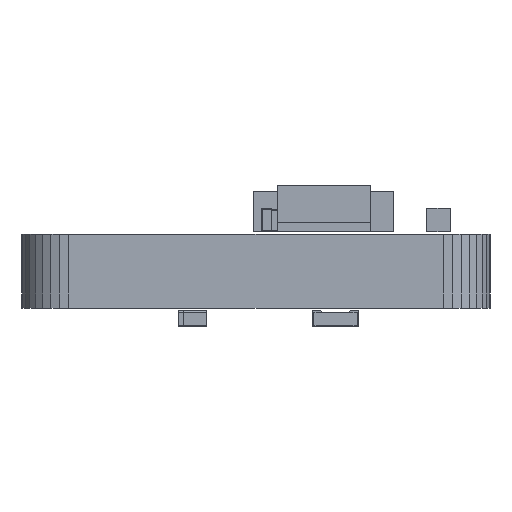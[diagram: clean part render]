
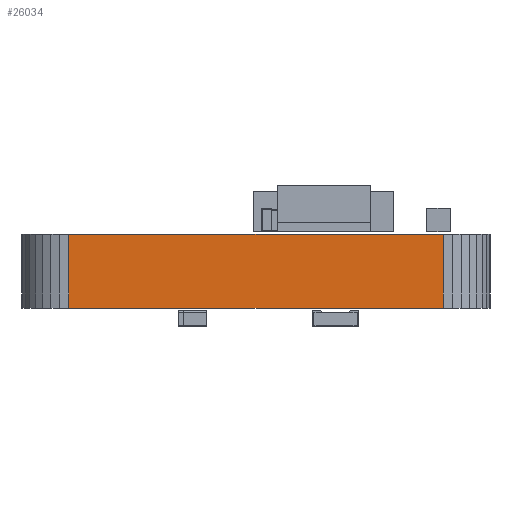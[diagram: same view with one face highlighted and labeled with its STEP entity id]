
A CAD part, front view. The second image highlights one B-rep face of the part: STEP entity #26034.
In plain terms, the highlighted planar face has unit normal (0, -1, 0).
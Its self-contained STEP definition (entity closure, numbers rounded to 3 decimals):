
#23093 = PLANE('',#23094);
#23094 = AXIS2_PLACEMENT_3D('',#23095,#23096,#23097);
#23095 = CARTESIAN_POINT('',(125.6,-80.7,1.58));
#23096 = DIRECTION('',(-0.,-0.,-1.));
#23097 = DIRECTION('',(-1.,0.,0.));
#23147 = PLANE('',#23148);
#23148 = AXIS2_PLACEMENT_3D('',#23149,#23150,#23151);
#23149 = CARTESIAN_POINT('',(125.6,-80.7,0.));
#23150 = DIRECTION('',(-0.,-0.,-1.));
#23151 = DIRECTION('',(-1.,0.,0.));
#23676 = VERTEX_POINT('',#23677);
#23677 = CARTESIAN_POINT('',(129.6,-86.7,0.));
#23691 = PLANE('',#23692);
#23692 = AXIS2_PLACEMENT_3D('',#23693,#23694,#23695);
#23693 = CARTESIAN_POINT('',(129.795,-86.681,0.));
#23694 = DIRECTION('',(0.098,-0.995,0.));
#23695 = DIRECTION('',(-0.995,-0.098,0.));
#23703 = EDGE_CURVE('',#23676,#23704,#23706,.T.);
#23704 = VERTEX_POINT('',#23705);
#23705 = CARTESIAN_POINT('',(121.6,-86.7,0.));
#23706 = SURFACE_CURVE('',#23707,(#23711,#23718),.PCURVE_S1.);
#23707 = LINE('',#23708,#23709);
#23708 = CARTESIAN_POINT('',(129.6,-86.7,0.));
#23709 = VECTOR('',#23710,1.);
#23710 = DIRECTION('',(-1.,0.,0.));
#23711 = PCURVE('',#23147,#23712);
#23712 = DEFINITIONAL_REPRESENTATION('',(#23713),#23717);
#23713 = LINE('',#23714,#23715);
#23714 = CARTESIAN_POINT('',(-4.,-6.));
#23715 = VECTOR('',#23716,1.);
#23716 = DIRECTION('',(1.,0.));
#23717 = ( GEOMETRIC_REPRESENTATION_CONTEXT(2) 
PARAMETRIC_REPRESENTATION_CONTEXT() REPRESENTATION_CONTEXT('2D SPACE',''
  ) );
#23718 = PCURVE('',#23719,#23724);
#23719 = PLANE('',#23720);
#23720 = AXIS2_PLACEMENT_3D('',#23721,#23722,#23723);
#23721 = CARTESIAN_POINT('',(129.6,-86.7,0.));
#23722 = DIRECTION('',(0.,-1.,0.));
#23723 = DIRECTION('',(-1.,0.,0.));
#23724 = DEFINITIONAL_REPRESENTATION('',(#23725),#23729);
#23725 = LINE('',#23726,#23727);
#23726 = CARTESIAN_POINT('',(0.,-0.));
#23727 = VECTOR('',#23728,1.);
#23728 = DIRECTION('',(1.,0.));
#23729 = ( GEOMETRIC_REPRESENTATION_CONTEXT(2) 
PARAMETRIC_REPRESENTATION_CONTEXT() REPRESENTATION_CONTEXT('2D SPACE',''
  ) );
#23747 = PLANE('',#23748);
#23748 = AXIS2_PLACEMENT_3D('',#23749,#23750,#23751);
#23749 = CARTESIAN_POINT('',(121.6,-86.7,0.));
#23750 = DIRECTION('',(-0.098,-0.995,0.));
#23751 = DIRECTION('',(-0.995,0.098,0.));
#24674 = VERTEX_POINT('',#24675);
#24675 = CARTESIAN_POINT('',(129.6,-86.7,1.58));
#24696 = EDGE_CURVE('',#24674,#24697,#24699,.T.);
#24697 = VERTEX_POINT('',#24698);
#24698 = CARTESIAN_POINT('',(121.6,-86.7,1.58));
#24699 = SURFACE_CURVE('',#24700,(#24704,#24711),.PCURVE_S1.);
#24700 = LINE('',#24701,#24702);
#24701 = CARTESIAN_POINT('',(129.6,-86.7,1.58));
#24702 = VECTOR('',#24703,1.);
#24703 = DIRECTION('',(-1.,0.,0.));
#24704 = PCURVE('',#23093,#24705);
#24705 = DEFINITIONAL_REPRESENTATION('',(#24706),#24710);
#24706 = LINE('',#24707,#24708);
#24707 = CARTESIAN_POINT('',(-4.,-6.));
#24708 = VECTOR('',#24709,1.);
#24709 = DIRECTION('',(1.,0.));
#24710 = ( GEOMETRIC_REPRESENTATION_CONTEXT(2) 
PARAMETRIC_REPRESENTATION_CONTEXT() REPRESENTATION_CONTEXT('2D SPACE',''
  ) );
#24711 = PCURVE('',#23719,#24712);
#24712 = DEFINITIONAL_REPRESENTATION('',(#24713),#24717);
#24713 = LINE('',#24714,#24715);
#24714 = CARTESIAN_POINT('',(0.,-1.58));
#24715 = VECTOR('',#24716,1.);
#24716 = DIRECTION('',(1.,0.));
#24717 = ( GEOMETRIC_REPRESENTATION_CONTEXT(2) 
PARAMETRIC_REPRESENTATION_CONTEXT() REPRESENTATION_CONTEXT('2D SPACE',''
  ) );
#25986 = EDGE_CURVE('',#23676,#24674,#25987,.T.);
#25987 = SURFACE_CURVE('',#25988,(#25992,#25999),.PCURVE_S1.);
#25988 = LINE('',#25989,#25990);
#25989 = CARTESIAN_POINT('',(129.6,-86.7,0.));
#25990 = VECTOR('',#25991,1.);
#25991 = DIRECTION('',(0.,0.,1.));
#25992 = PCURVE('',#23691,#25993);
#25993 = DEFINITIONAL_REPRESENTATION('',(#25994),#25998);
#25994 = LINE('',#25995,#25996);
#25995 = CARTESIAN_POINT('',(0.196,0.));
#25996 = VECTOR('',#25997,1.);
#25997 = DIRECTION('',(0.,-1.));
#25998 = ( GEOMETRIC_REPRESENTATION_CONTEXT(2) 
PARAMETRIC_REPRESENTATION_CONTEXT() REPRESENTATION_CONTEXT('2D SPACE',''
  ) );
#25999 = PCURVE('',#23719,#26000);
#26000 = DEFINITIONAL_REPRESENTATION('',(#26001),#26005);
#26001 = LINE('',#26002,#26003);
#26002 = CARTESIAN_POINT('',(0.,-0.));
#26003 = VECTOR('',#26004,1.);
#26004 = DIRECTION('',(0.,-1.));
#26005 = ( GEOMETRIC_REPRESENTATION_CONTEXT(2) 
PARAMETRIC_REPRESENTATION_CONTEXT() REPRESENTATION_CONTEXT('2D SPACE',''
  ) );
#26034 = ADVANCED_FACE('',(#26035),#23719,.T.);
#26035 = FACE_BOUND('',#26036,.T.);
#26036 = EDGE_LOOP('',(#26037,#26038,#26039,#26060));
#26037 = ORIENTED_EDGE('',*,*,#25986,.T.);
#26038 = ORIENTED_EDGE('',*,*,#24696,.T.);
#26039 = ORIENTED_EDGE('',*,*,#26040,.F.);
#26040 = EDGE_CURVE('',#23704,#24697,#26041,.T.);
#26041 = SURFACE_CURVE('',#26042,(#26046,#26053),.PCURVE_S1.);
#26042 = LINE('',#26043,#26044);
#26043 = CARTESIAN_POINT('',(121.6,-86.7,0.));
#26044 = VECTOR('',#26045,1.);
#26045 = DIRECTION('',(0.,0.,1.));
#26046 = PCURVE('',#23719,#26047);
#26047 = DEFINITIONAL_REPRESENTATION('',(#26048),#26052);
#26048 = LINE('',#26049,#26050);
#26049 = CARTESIAN_POINT('',(8.,0.));
#26050 = VECTOR('',#26051,1.);
#26051 = DIRECTION('',(0.,-1.));
#26052 = ( GEOMETRIC_REPRESENTATION_CONTEXT(2) 
PARAMETRIC_REPRESENTATION_CONTEXT() REPRESENTATION_CONTEXT('2D SPACE',''
  ) );
#26053 = PCURVE('',#23747,#26054);
#26054 = DEFINITIONAL_REPRESENTATION('',(#26055),#26059);
#26055 = LINE('',#26056,#26057);
#26056 = CARTESIAN_POINT('',(0.,0.));
#26057 = VECTOR('',#26058,1.);
#26058 = DIRECTION('',(0.,-1.));
#26059 = ( GEOMETRIC_REPRESENTATION_CONTEXT(2) 
PARAMETRIC_REPRESENTATION_CONTEXT() REPRESENTATION_CONTEXT('2D SPACE',''
  ) );
#26060 = ORIENTED_EDGE('',*,*,#23703,.F.);
